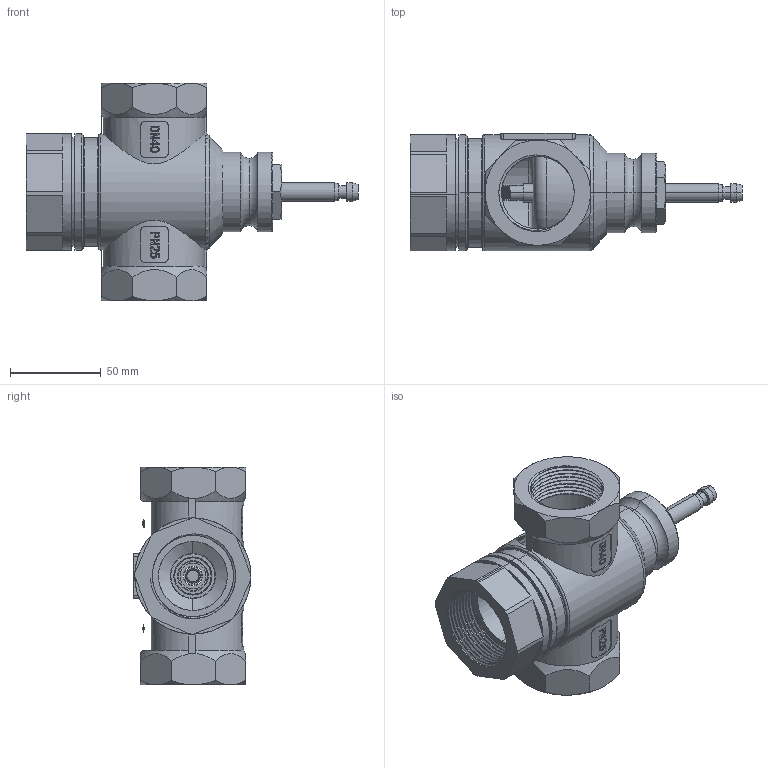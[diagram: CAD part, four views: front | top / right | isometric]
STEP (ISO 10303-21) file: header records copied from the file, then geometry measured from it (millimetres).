
FILE_DESCRIPTION((''),'2;1');
FILE_NAME('VRB-2R-065Z0239R-DN40_SW0001','2023-04-18T14:30:46',('phili'),(''),'CREO PARAMETRIC BY PTC INC, 2019010','CREO PARAMETRIC BY PTC INC, 2019010','');
FILE_SCHEMA(('CONFIG_CONTROL_DESIGN'));
Length unit declared in the file: millimetre
Products named in the file (1): VRB-2R-065Z0239R-DN40_SW0001
Bounding box: 183 x 65 x 120 mm (x, y, z)
Surface area: 89414.3 mm2 (no closed solid volume)
Topology: 0 solids, 28 shells, 323 faces, 1294 edges, 1004 vertices
Faces by surface type: cylinder 151, plane 84, cone 46, bspline 22, torus 20
Entity records: 37490 total; most frequent: CARTESIAN_POINT 27941, ORIENTED_EDGE 2009, DIRECTION 1567, EDGE_CURVE 1294, VERTEX_POINT 1004, B_SPLINE_CURVE_WITH_KNOTS 647, AXIS2_PLACEMENT_3D 619, EDGE_LOOP 368
